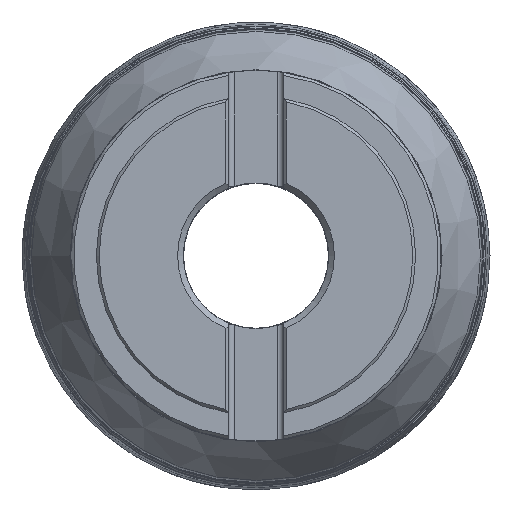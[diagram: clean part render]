
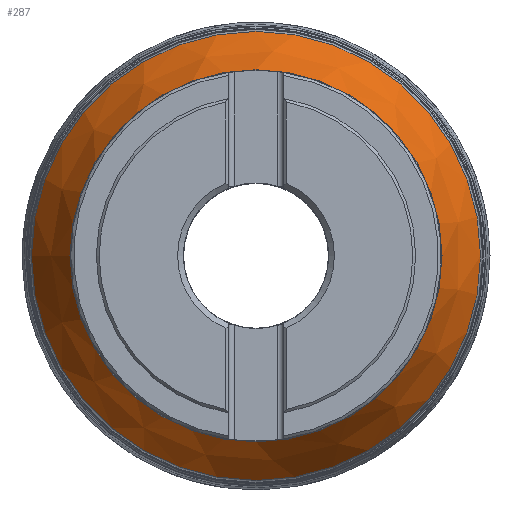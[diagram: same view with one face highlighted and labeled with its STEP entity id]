
A CAD part, top view. The second image highlights one B-rep face of the part: STEP entity #287.
In plain terms, the highlighted conical face has half-angle 28.742 degrees and reference radius 65 mm.
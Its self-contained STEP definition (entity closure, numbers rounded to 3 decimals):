
#172=CONICAL_SURFACE('',#1954,65.,28.742);
#287=ADVANCED_FACE('',(#879,#880),#172,.T.);
#682=CIRCLE('',#1952,65.246);
#683=CIRCLE('',#1953,78.736);
#879=FACE_BOUND('',#1077,.T.);
#880=FACE_BOUND('',#1078,.T.);
#1077=EDGE_LOOP('',(#1318));
#1078=EDGE_LOOP('',(#1319));
#1318=ORIENTED_EDGE('',*,*,#1766,.T.);
#1319=ORIENTED_EDGE('',*,*,#1767,.T.);
#1612=VERTEX_POINT('',#3476);
#1613=VERTEX_POINT('',#3478);
#1766=EDGE_CURVE('',#1612,#1612,#682,.T.);
#1767=EDGE_CURVE('',#1613,#1613,#683,.T.);
#1952=AXIS2_PLACEMENT_3D('',#3475,#2289,#2290);
#1953=AXIS2_PLACEMENT_3D('',#3477,#2291,#2292);
#1954=AXIS2_PLACEMENT_3D('',#3479,#2293,#2294);
#2289=DIRECTION('',(0.,0.,-1.));
#2290=DIRECTION('',(-1.,0.,0.));
#2291=DIRECTION('',(0.,0.,1.));
#2292=DIRECTION('',(1.,0.,0.));
#2293=DIRECTION('',(0.,0.,-1.));
#2294=DIRECTION('',(-1.,0.,0.));
#3475=CARTESIAN_POINT('',(0.,0.,-15.449));
#3476=CARTESIAN_POINT('',(-65.246,0.,-15.449));
#3477=CARTESIAN_POINT('',(0.,0.,-40.045));
#3478=CARTESIAN_POINT('',(78.736,0.,-40.045));
#3479=CARTESIAN_POINT('',(0.,0.,-15.));
